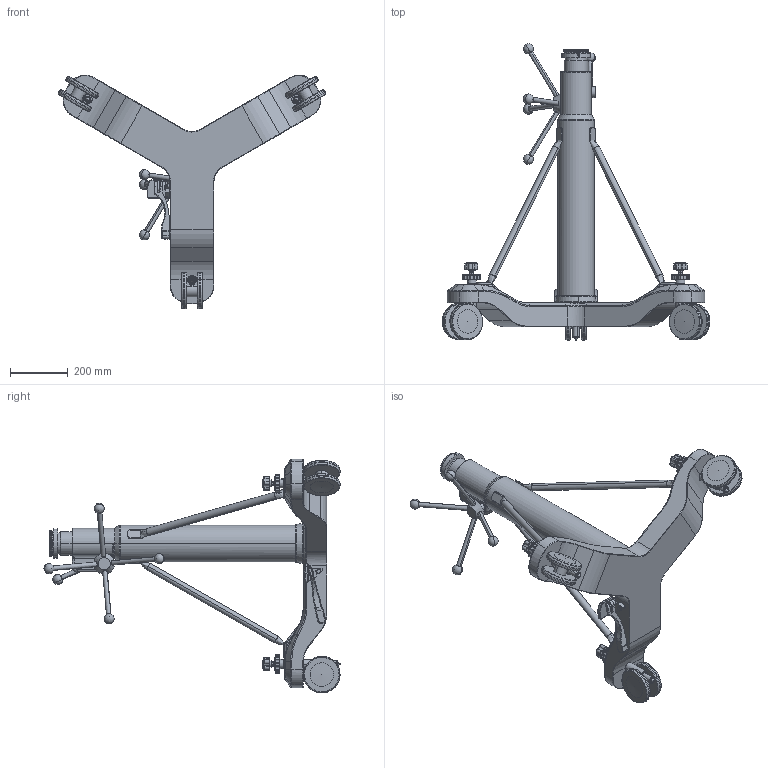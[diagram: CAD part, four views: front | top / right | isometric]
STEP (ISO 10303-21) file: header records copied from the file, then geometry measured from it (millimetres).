
FILE_DESCRIPTION (( 'STEP AP214' ), '1' );
FILE_NAME ('RS-233.STEP', '2023-01-20T18:56:09', ( '' ), ( '' ), 'SwSTEP 2.0', 'SolidWorks 2021', '' );
FILE_SCHEMA (( 'AUTOMOTIVE_DESIGN' ));
Length unit declared in the file: inch
Products named in the file (1): RS-233
Bounding box: 931.15 x 1029.67 x 812.39 mm (x, y, z)
Volume: 30230466 mm3; surface area: 1528575.6 mm2
Topology: 2 solids, 2 shells, 1766 faces, 4269 edges, 2584 vertices
Faces by surface type: cylinder 511, plane 432, torus 426, bspline 227, cone 150, sphere 20
Entity records: 81944 total; most frequent: CARTESIAN_POINT 42504, ORIENTED_EDGE 8422, DIRECTION 8318, EDGE_CURVE 4211, AXIS2_PLACEMENT_3D 3550, VERTEX_POINT 2555, CIRCLE 2010, EDGE_LOOP 1878
